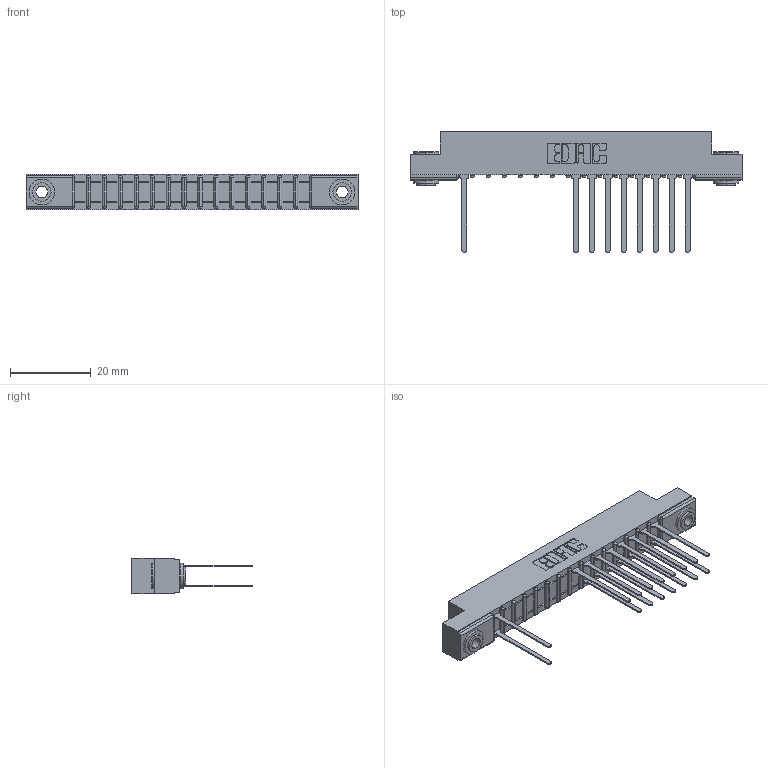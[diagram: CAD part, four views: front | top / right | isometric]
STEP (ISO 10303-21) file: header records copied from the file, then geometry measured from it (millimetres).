
FILE_DESCRIPTION (( 'STEP AP203' ), '1' );
FILE_NAME ('357-030-540-203.STEP', '2018-08-09T10:02:36', ( '' ), ( '' ), 'SwSTEP 2.0', 'SolidWorks 2016', '' );
FILE_SCHEMA (( 'CONFIG_CONTROL_DESIGN' ));
Length unit declared in the file: inch
Products named in the file (4): 307 Part_.156 Dia Mounting Holes; 307-290-001_540; 345-250-002_345-250-002-102; 357-030-540-203
Assembly tree (20 placements, depth 2):
  357-030-540-203
    307 Part_.156 Dia Mounting Holes
    307-290-001_540  x17
    345-250-002_345-250-002-102  x2
Bounding box: 82.45 x 30 x 8.71 mm (x, y, z)
Volume: 5321.7 mm3; surface area: 8829.3 mm2
Topology: 20 solids, 20 shells, 1098 faces, 3061 edges, 1970 vertices
Faces by surface type: plane 699, cylinder 359, sphere 32, cone 8
Entity records: 17285 total; most frequent: CARTESIAN_POINT 2871, ORIENTED_EDGE 2846, DIRECTION 2825, EDGE_CURVE 1423, VECTOR 1073, LINE 1073, VERTEX_POINT 922, AXIS2_PLACEMENT_3D 876
